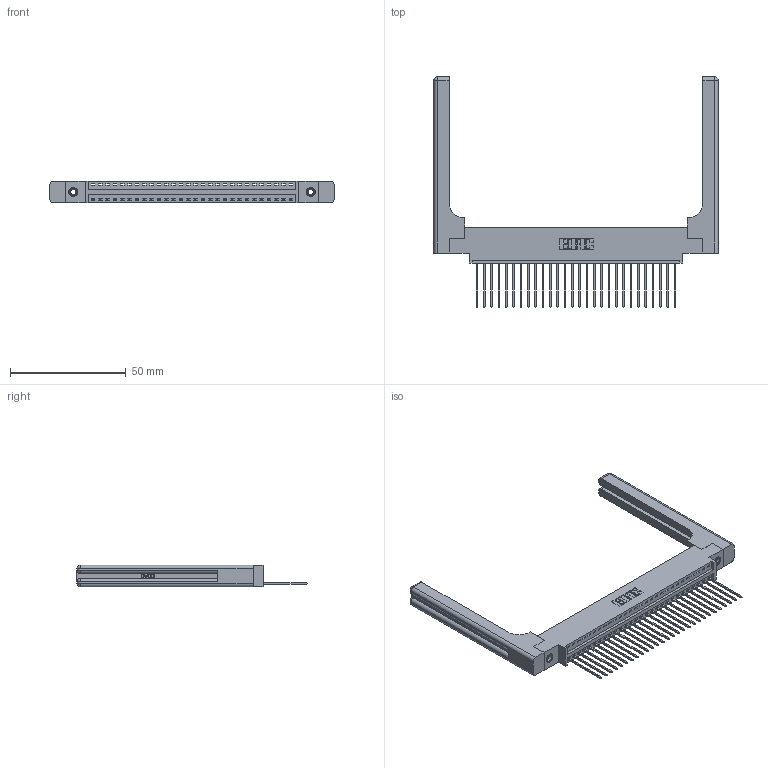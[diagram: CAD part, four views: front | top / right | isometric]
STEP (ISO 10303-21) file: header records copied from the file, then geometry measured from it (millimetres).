
FILE_DESCRIPTION (( 'STEP AP203' ), '1' );
FILE_NAME ('346-028-541-658.STEP', '2022-05-06T07:33:06', ( '' ), ( '' ), 'SwSTEP 2.0', 'SolidWorks 2020', '' );
FILE_SCHEMA (( 'CONFIG_CONTROL_DESIGN' ));
Length unit declared in the file: inch
Products named in the file (5): 345-292-001_345-293-141; 345-250-001_345-250-001-102; 346 Part_0.170 Offset - 0.156 Dia-TH; 346-028-541-658; 346-220-058_345-220-058
Assembly tree (33 placements, depth 2):
  346-028-541-658
    346 Part_0.170 Offset - 0.156 Dia-TH
    345-292-001_345-293-141  x28
    345-250-001_345-250-001-102  x2
    346-220-058_345-220-058  x2
Bounding box: 122.96 x 99.57 x 9.4 mm (x, y, z)
Volume: 19111.8 mm3; surface area: 20253.2 mm2
Topology: 33 solids, 33 shells, 2020 faces, 5971 edges, 3922 vertices
Faces by surface type: plane 1362, cylinder 598, bspline 36, cone 12, sphere 8, torus 4
Entity records: 25010 total; most frequent: CARTESIAN_POINT 5275, ORIENTED_EDGE 4032, DIRECTION 3600, EDGE_CURVE 2016, VECTOR 1680, LINE 1680, VERTEX_POINT 1334, AXIS2_PLACEMENT_3D 960
